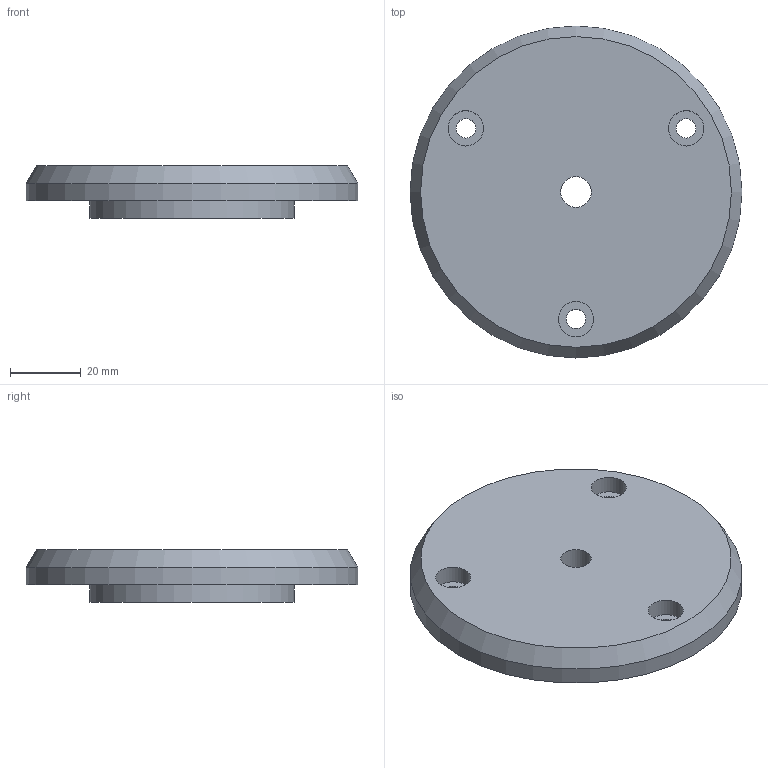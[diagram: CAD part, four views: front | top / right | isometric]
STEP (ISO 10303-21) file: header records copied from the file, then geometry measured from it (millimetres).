
FILE_DESCRIPTION(/* description */ (''),/* implementation_level */ '2;1');
FILE_NAME(/* name */ '100ml Vial lid.step',/* time_stamp */ '2024-05-09T15:51:58+01:00',/* author */ (''),/* organization */ (''),/* preprocessor_version */ 'ST-DEVELOPER v20',/* originating_system */ 'Autodesk Translation Framework v12.20.1.177',/* authorisation */ '');
FILE_SCHEMA (('AUTOMOTIVE_DESIGN { 1 0 10303 214 3 1 1 }'));
Length unit declared in the file: millimetre
Products named in the file (1): 100ml Vial lid
Bounding box: 94 x 94 x 15 mm (x, y, z)
Volume: 77568.9 mm3; surface area: 17901.3 mm2
Topology: 1 solids, 1 shells, 18 faces, 32 edges, 21 vertices
Faces by surface type: cylinder 9, plane 7, cone 2
Full cylindrical faces by diameter (mm): 5.5 x3, 8.707 x1, 10 x3, 58 x1, 94 x1
Entity records: 498 total; most frequent: DIRECTION 91, CARTESIAN_POINT 72, ORIENTED_EDGE 64, AXIS2_PLACEMENT_3D 40, EDGE_CURVE 32, EDGE_LOOP 31, CIRCLE 21, VERTEX_POINT 21
